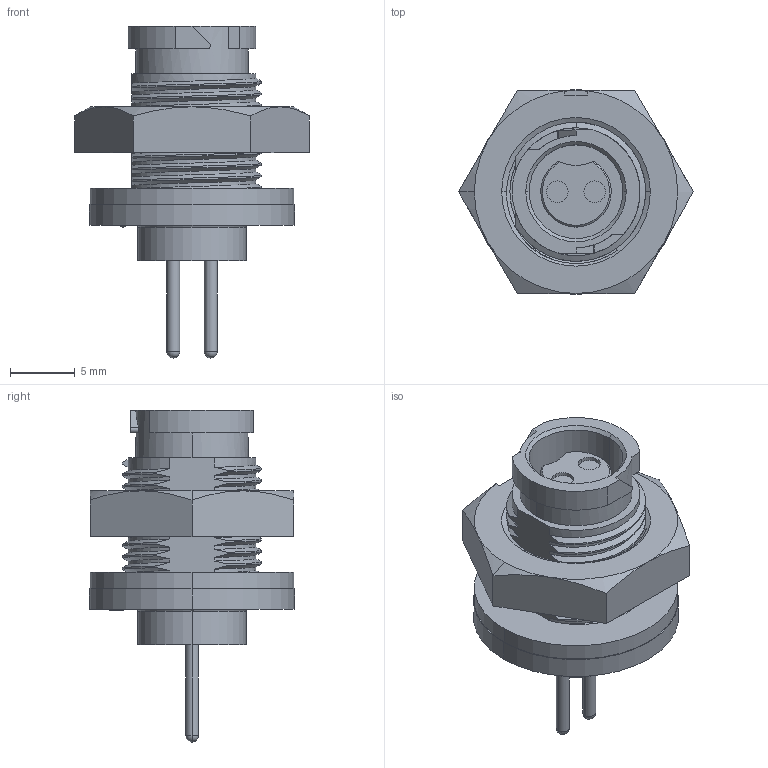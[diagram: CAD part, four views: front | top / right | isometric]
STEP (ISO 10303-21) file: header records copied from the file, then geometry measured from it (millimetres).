
FILE_DESCRIPTION (( 'STEP AP203' ), '1' );
FILE_NAME ('W17292-2SG-P-3ES.STEP', '2021-11-03T15:55:47', ( '' ), ( '' ), 'SwSTEP 2.0', 'SolidWorks 2020', '' );
FILE_SCHEMA (( 'CONFIG_CONTROL_DESIGN' ));
Length unit declared in the file: millimetre
Products named in the file (1): W17292-2SG-P-3ES
Bounding box: 18.18 x 15.88 x 25.7 mm (x, y, z)
Volume: 1922.1 mm3; surface area: 2117.4 mm2
Topology: 2 solids, 2 shells, 175 faces, 449 edges, 293 vertices
Faces by surface type: cylinder 67, plane 48, bspline 36, cone 16, torus 6, sphere 2
Entity records: 12621 total; most frequent: CARTESIAN_POINT 8713, ORIENTED_EDGE 898, DIRECTION 671, EDGE_CURVE 449, VERTEX_POINT 293, AXIS2_PLACEMENT_3D 244, EDGE_LOOP 192, LINE 183
